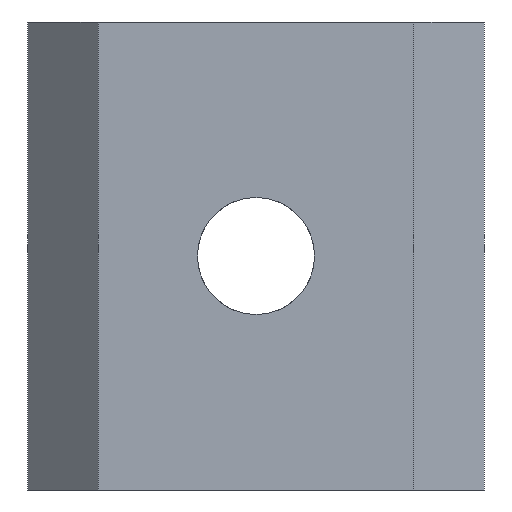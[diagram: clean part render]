
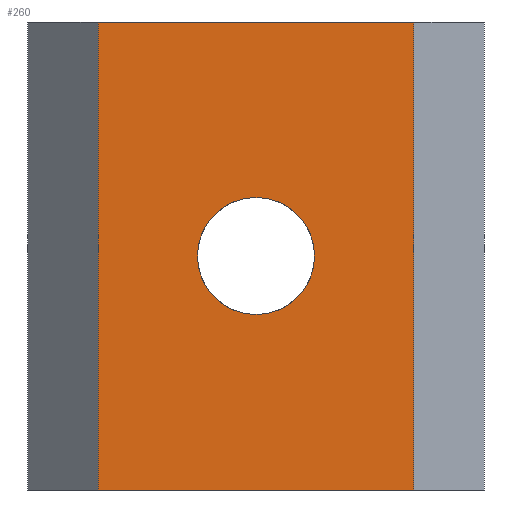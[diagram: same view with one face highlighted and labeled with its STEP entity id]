
A CAD part, front view. The second image highlights one B-rep face of the part: STEP entity #260.
In plain terms, the highlighted planar face has unit normal (0, -1, 0).
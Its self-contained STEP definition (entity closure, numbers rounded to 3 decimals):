
#8 = VECTOR ( 'NONE', #346, 1000. ) ;
#12 = FACE_BOUND ( 'NONE', #525, .T. ) ;
#33 = CARTESIAN_POINT ( 'NONE',  ( 6.75, -10.6, 10. ) ) ;
#40 = CARTESIAN_POINT ( 'NONE',  ( -6.75, -10.6, -10. ) ) ;
#58 = AXIS2_PLACEMENT_3D ( 'NONE', #327, #728, #382 ) ;
#63 = CARTESIAN_POINT ( 'NONE',  ( -6.75, -10.6, 10. ) ) ;
#73 = ORIENTED_EDGE ( 'NONE', *, *, #694, .F. ) ;
#75 = VECTOR ( 'NONE', #721, 1000. ) ;
#77 = VERTEX_POINT ( 'NONE', #212 ) ;
#111 = AXIS2_PLACEMENT_3D ( 'NONE', #398, #349, #345 ) ;
#116 = CARTESIAN_POINT ( 'NONE',  ( 6.75, -10.6, -10. ) ) ;
#147 = DIRECTION ( 'NONE',  ( 1., 0., 0. ) ) ;
#157 = CARTESIAN_POINT ( 'NONE',  ( 0., -10.6, 2.5 ) ) ;
#163 = ORIENTED_EDGE ( 'NONE', *, *, #219, .F. ) ;
#169 = ORIENTED_EDGE ( 'NONE', *, *, #519, .F. ) ;
#185 = LINE ( 'NONE', #611, #477 ) ;
#212 = CARTESIAN_POINT ( 'NONE',  ( 6.75, -10.6, 10. ) ) ;
#219 = EDGE_CURVE ( 'NONE', #77, #604, #473, .T. ) ;
#260 = ADVANCED_FACE ( 'NONE', ( #471, #12 ), #639, .F. ) ;
#267 = CARTESIAN_POINT ( 'NONE',  ( 0., -10.6, 0. ) ) ;
#291 = CARTESIAN_POINT ( 'NONE',  ( -6.75, -10.6, 10. ) ) ;
#295 = LINE ( 'NONE', #580, #8 ) ;
#325 = DIRECTION ( 'NONE',  ( 0., 0., 1. ) ) ;
#327 = CARTESIAN_POINT ( 'NONE',  ( 0., -10.6, 0. ) ) ;
#345 = DIRECTION ( 'NONE',  ( -1., 0., 0. ) ) ;
#346 = DIRECTION ( 'NONE',  ( -1., 0., 0. ) ) ;
#349 = DIRECTION ( 'NONE',  ( 0., 1., 0. ) ) ;
#351 = DIRECTION ( 'NONE',  ( 0., 0., 1. ) ) ;
#372 = EDGE_LOOP ( 'NONE', ( #163, #73, #169, #703 ) ) ;
#382 = DIRECTION ( 'NONE',  ( 0., 0., 1. ) ) ;
#396 = EDGE_CURVE ( 'NONE', #628, #419, #600, .T. ) ;
#398 = CARTESIAN_POINT ( 'NONE',  ( -6.75, -10.6, 10. ) ) ;
#409 = VERTEX_POINT ( 'NONE', #40 ) ;
#419 = VERTEX_POINT ( 'NONE', #157 ) ;
#471 = FACE_OUTER_BOUND ( 'NONE', #372, .T. ) ;
#473 = LINE ( 'NONE', #33, #75 ) ;
#477 = VECTOR ( 'NONE', #147, 1000. ) ;
#487 = EDGE_CURVE ( 'NONE', #604, #409, #295, .T. ) ;
#519 = EDGE_CURVE ( 'NONE', #409, #539, #592, .T. ) ;
#524 = CARTESIAN_POINT ( 'NONE',  ( 0., -10.6, -2.5 ) ) ;
#525 = EDGE_LOOP ( 'NONE', ( #552, #687 ) ) ;
#539 = VERTEX_POINT ( 'NONE', #63 ) ;
#552 = ORIENTED_EDGE ( 'NONE', *, *, #707, .F. ) ;
#570 = VECTOR ( 'NONE', #351, 1000. ) ;
#580 = CARTESIAN_POINT ( 'NONE',  ( -6.75, -10.6, -10. ) ) ;
#592 = LINE ( 'NONE', #291, #570 ) ;
#600 = CIRCLE ( 'NONE', #58, 2.5 ) ;
#604 = VERTEX_POINT ( 'NONE', #116 ) ;
#611 = CARTESIAN_POINT ( 'NONE',  ( -6.75, -10.6, 10. ) ) ;
#628 = VERTEX_POINT ( 'NONE', #524 ) ;
#634 = CIRCLE ( 'NONE', #657, 2.5 ) ;
#639 = PLANE ( 'NONE',  #111 ) ;
#657 = AXIS2_PLACEMENT_3D ( 'NONE', #267, #666, #325 ) ;
#666 = DIRECTION ( 'NONE',  ( 0., -1., 0. ) ) ;
#687 = ORIENTED_EDGE ( 'NONE', *, *, #396, .F. ) ;
#694 = EDGE_CURVE ( 'NONE', #539, #77, #185, .T. ) ;
#703 = ORIENTED_EDGE ( 'NONE', *, *, #487, .F. ) ;
#707 = EDGE_CURVE ( 'NONE', #419, #628, #634, .T. ) ;
#721 = DIRECTION ( 'NONE',  ( 0., 0., -1. ) ) ;
#728 = DIRECTION ( 'NONE',  ( 0., -1., 0. ) ) ;
